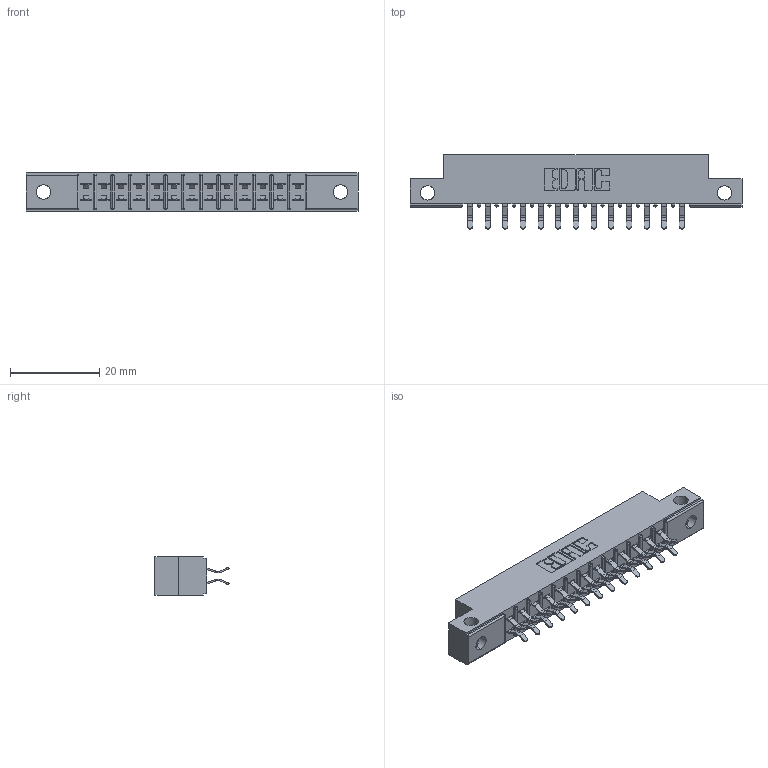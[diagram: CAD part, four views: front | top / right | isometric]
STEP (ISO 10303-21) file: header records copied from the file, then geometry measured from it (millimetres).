
FILE_DESCRIPTION (( 'STEP AP203' ), '1' );
FILE_NAME ('305-026-556-512.STEP', '2020-09-19T21:09:20', ( '' ), ( '' ), 'SwSTEP 2.0', 'SolidWorks 2020', '' );
FILE_SCHEMA (( 'CONFIG_CONTROL_DESIGN' ));
Length unit declared in the file: inch
Products named in the file (3): 305-290-001_556; 305 Part_.128 Dia; 305-026-556-512
Assembly tree (27 placements, depth 2):
  305-026-556-512
    305 Part_.128 Dia
    305-290-001_556  x26
Bounding box: 74.52 x 16.64 x 8.71 mm (x, y, z)
Volume: 4361.9 mm3; surface area: 8132.8 mm2
Topology: 27 solids, 27 shells, 1584 faces, 4551 edges, 2958 vertices
Faces by surface type: plane 874, cylinder 658, sphere 52
Entity records: 18234 total; most frequent: CARTESIAN_POINT 3069, ORIENTED_EDGE 2998, DIRECTION 2935, EDGE_CURVE 1499, VECTOR 1159, LINE 1159, VERTEX_POINT 958, AXIS2_PLACEMENT_3D 888
